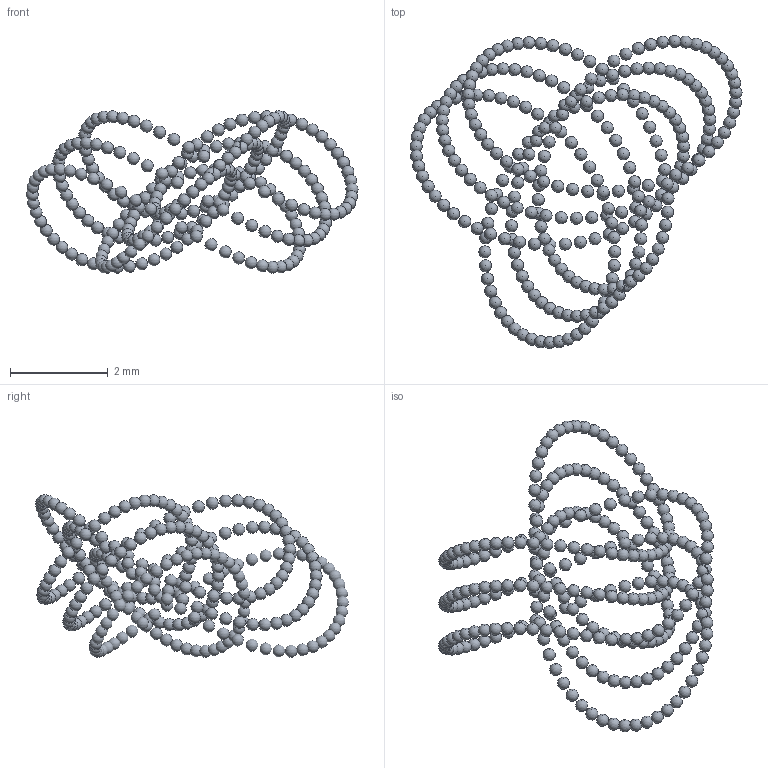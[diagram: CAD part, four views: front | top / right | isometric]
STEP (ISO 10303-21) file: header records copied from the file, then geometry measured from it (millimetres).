
FILE_DESCRIPTION(('Open CASCADE Model'),'2;1');
FILE_NAME('Open CASCADE Shape Model','2024-05-27T18:18:59',('Author'),( 'Open CASCADE'),'Open CASCADE STEP processor 7.7','Open CASCADE 7.7' ,'Unknown');
FILE_SCHEMA(('AUTOMOTIVE_DESIGN { 1 0 10303 214 1 1 1 1 }'));
Length unit declared in the file: millimetre
Products named in the file (231): Open CASCADE STEP translator 7.7 10; Open CASCADE STEP translator 7.7 10.1; Open CASCADE STEP translator 7.7 10.2; Open CASCADE STEP translator 7.7 10.3; Open CASCADE STEP translator 7.7 10.4; Open CASCADE STEP translator 7.7 10.5; Open CASCADE STEP translator 7.7 10.6; Open CASCADE STEP translator 7.7 10.7; Open CASCADE STEP translator 7.7 10.8; Open CASCADE STEP translator 7.7 10.9; Open CASCADE STEP translator 7.7 10.10; Open CASCADE STEP translator 7.7 10.11; Open CASCADE STEP translator 7.7 10.12; Open CASCADE STEP translator 7.7 10.13; Open CASCADE STEP translator 7.7 10.14; Open CASCADE STEP translator 7.7 10.15; Open CASCADE STEP translator 7.7 10.16; Open CASCADE STEP translator 7.7 10.17; Open CASCADE STEP translator 7.7 10.18; Open CASCADE STEP translator 7.7 10.19; Open CASCADE STEP translator 7.7 10.20; Open CASCADE STEP translator 7.7 10.21; Open CASCADE STEP translator 7.7 10.22; Open CASCADE STEP translator 7.7 10.23; Open CASCADE STEP translator 7.7 10.24; Open CASCADE STEP translator 7.7 10.25; Open CASCADE STEP translator 7.7 10.26; Open CASCADE STEP translator 7.7 10.27; Open CASCADE STEP translator 7.7 10.28; Open CASCADE STEP translator 7.7 10.29; Open CASCADE STEP translator 7.7 10.30; Open CASCADE STEP translator 7.7 10.31; Open CASCADE STEP translator 7.7 10.32; Open CASCADE STEP translator 7.7 10.33; Open CASCADE STEP translator 7.7 10.34; Open CASCADE STEP translator 7.7 10.35; Open CASCADE STEP translator 7.7 10.36; Open CASCADE STEP translator 7.7 10.37; Open CASCADE STEP translator 7.7 10.38; Open CASCADE STEP translator 7.7 10.39 ...
Assembly tree (230 placements, depth 2):
  Open CASCADE STEP translator 7.7 10
    Open CASCADE STEP translator 7.7 10.1
    Open CASCADE STEP translator 7.7 10.2
    Open CASCADE STEP translator 7.7 10.3
    Open CASCADE STEP translator 7.7 10.4
    Open CASCADE STEP translator 7.7 10.5
    Open CASCADE STEP translator 7.7 10.6
    Open CASCADE STEP translator 7.7 10.7
    Open CASCADE STEP translator 7.7 10.8
    Open CASCADE STEP translator 7.7 10.9
    Open CASCADE STEP translator 7.7 10.10
    Open CASCADE STEP translator 7.7 10.11
    Open CASCADE STEP translator 7.7 10.12
    Open CASCADE STEP translator 7.7 10.13
    Open CASCADE STEP translator 7.7 10.14
    Open CASCADE STEP translator 7.7 10.15
    Open CASCADE STEP translator 7.7 10.16
    Open CASCADE STEP translator 7.7 10.17
    Open CASCADE STEP translator 7.7 10.18
    Open CASCADE STEP translator 7.7 10.19
    Open CASCADE STEP translator 7.7 10.20
    Open CASCADE STEP translator 7.7 10.21
    Open CASCADE STEP translator 7.7 10.22
    Open CASCADE STEP translator 7.7 10.23
    Open CASCADE STEP translator 7.7 10.24
    Open CASCADE STEP translator 7.7 10.25
    Open CASCADE STEP translator 7.7 10.26
    Open CASCADE STEP translator 7.7 10.27
    Open CASCADE STEP translator 7.7 10.28
    Open CASCADE STEP translator 7.7 10.29
    Open CASCADE STEP translator 7.7 10.30
    Open CASCADE STEP translator 7.7 10.31
    Open CASCADE STEP translator 7.7 10.32
    Open CASCADE STEP translator 7.7 10.33
    Open CASCADE STEP translator 7.7 10.34
    Open CASCADE STEP translator 7.7 10.35
    Open CASCADE STEP translator 7.7 10.36
    Open CASCADE STEP translator 7.7 10.37
    Open CASCADE STEP translator 7.7 10.38
    Open CASCADE STEP translator 7.7 10.39
    Open CASCADE STEP translator 7.7 10.40
    Open CASCADE STEP translator 7.7 10.41
    Open CASCADE STEP translator 7.7 10.42
    Open CASCADE STEP translator 7.7 10.43
    Open CASCADE STEP translator 7.7 10.44
    Open CASCADE STEP translator 7.7 10.45
    Open CASCADE STEP translator 7.7 10.46
    Open CASCADE STEP translator 7.7 10.47
    Open CASCADE STEP translator 7.7 10.48
    Open CASCADE STEP translator 7.7 10.49
    Open CASCADE STEP translator 7.7 10.50
    Open CASCADE STEP translator 7.7 10.51
    Open CASCADE STEP translator 7.7 10.52
    Open CASCADE STEP translator 7.7 10.53
    Open CASCADE STEP translator 7.7 10.54
    Open CASCADE STEP translator 7.7 10.55
    Open CASCADE STEP translator 7.7 10.56
    Open CASCADE STEP translator 7.7 10.57
    Open CASCADE STEP translator 7.7 10.58
    Open CASCADE STEP translator 7.7 10.59
Bounding box: 6.79 x 6.4 x 3.33 mm (x, y, z)
Volume: 2.3 mm3; surface area: 57.1 mm2
Topology: 230 solids, 230 shells, 300 faces, 1009 edges, 693 vertices
Faces by surface type: sphere 300
Entity records: 16129 total; most frequent: CARTESIAN_POINT 6654, DIRECTION 1472, AXIS2_PLACEMENT_3D 683, PRODUCT_DEFINITION_SHAPE 461, VERTEX_POINT 422, FACE_BOUND 414, ORIENTED_EDGE 304, PCURVE 304
